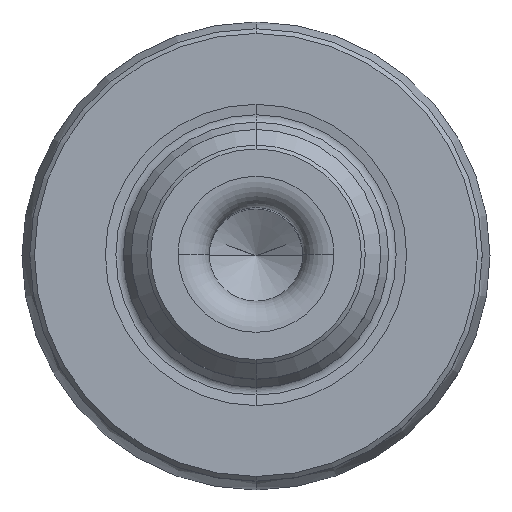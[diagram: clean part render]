
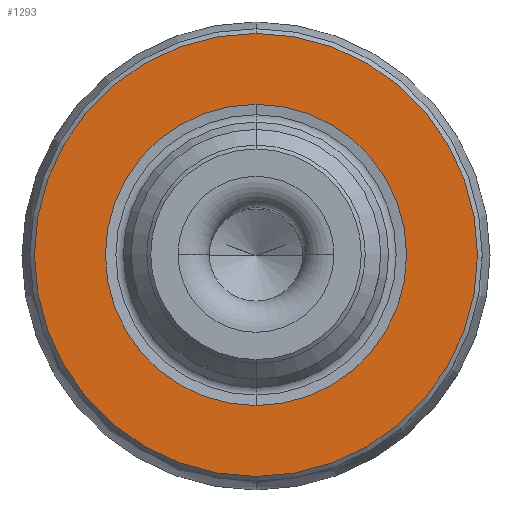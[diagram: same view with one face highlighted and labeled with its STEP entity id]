
A CAD part, top view. The second image highlights one B-rep face of the part: STEP entity #1293.
In plain terms, the highlighted face is planar.
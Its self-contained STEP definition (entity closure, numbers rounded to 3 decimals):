
#326=CARTESIAN_POINT('',(0.,0.,0.));
#327=DIRECTION('',(0.,0.,1.));
#328=DIRECTION('',(0.,1.,0.));
#329=AXIS2_PLACEMENT_3D('',#326,#327,#328);
#334=CARTESIAN_POINT('',(0.,0.,0.));
#335=DIRECTION('',(0.,0.,-1.));
#336=DIRECTION('',(0.,1.,0.));
#337=AXIS2_PLACEMENT_3D('',#334,#335,#336);
#342=CARTESIAN_POINT('',(0.,0.,0.));
#343=DIRECTION('',(0.,0.,-1.));
#344=DIRECTION('',(0.,1.,0.));
#345=AXIS2_PLACEMENT_3D('',#342,#343,#344);
#350=CARTESIAN_POINT('',(0.,0.,0.));
#351=DIRECTION('',(0.,0.,1.));
#352=DIRECTION('',(0.,1.,0.));
#353=AXIS2_PLACEMENT_3D('',#350,#351,#352);
#896=CARTESIAN_POINT('',(0.,9.653,0.));
#897=VERTEX_POINT('',#896);
#930=CARTESIAN_POINT('',(0.,-9.653,0.));
#931=VERTEX_POINT('',#930);
#980=CARTESIAN_POINT('',(0.,14.2,0.));
#981=VERTEX_POINT('',#980);
#982=CARTESIAN_POINT('',(0.,-14.2,0.));
#983=VERTEX_POINT('',#982);
#1278=CARTESIAN_POINT('',(0.,0.,0.));
#1279=DIRECTION('',(0.,0.,-1.));
#1280=DIRECTION('',(0.,-1.,0.));
#1281=AXIS2_PLACEMENT_3D('',#1278,#1279,#1280);
#1282=PLANE('',#1281);
#1283=ORIENTED_EDGE('',*,*,#1260,.T.);
#1284=ORIENTED_EDGE('',*,*,#1271,.F.);
#1285=EDGE_LOOP('',(#1283,#1284));
#1286=FACE_OUTER_BOUND('',#1285,.F.);
#1288=ORIENTED_EDGE('',*,*,#1287,.T.);
#1290=ORIENTED_EDGE('',*,*,#1289,.F.);
#1291=EDGE_LOOP('',(#1288,#1290));
#1292=FACE_BOUND('',#1291,.F.);
#1293=ADVANCED_FACE('',(#1286,#1292),#1282,.T.);
#330=CIRCLE('',#329,14.2);
#338=CIRCLE('',#337,14.2);
#346=CIRCLE('',#345,9.653);
#354=CIRCLE('',#353,9.653);
#1260=EDGE_CURVE('',#981,#983,#330,.T.);
#1271=EDGE_CURVE('',#981,#983,#338,.T.);
#1287=EDGE_CURVE('',#897,#931,#346,.T.);
#1289=EDGE_CURVE('',#897,#931,#354,.T.);
